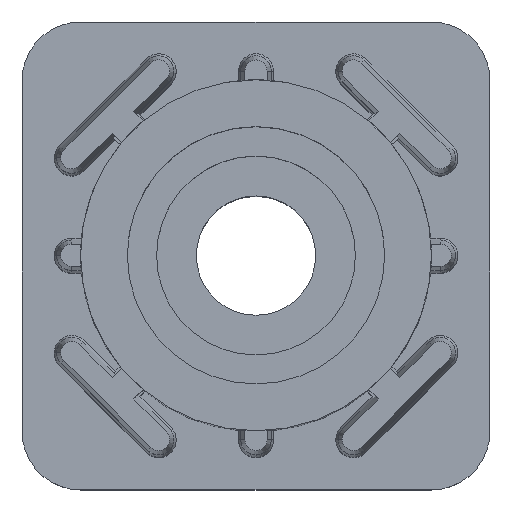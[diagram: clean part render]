
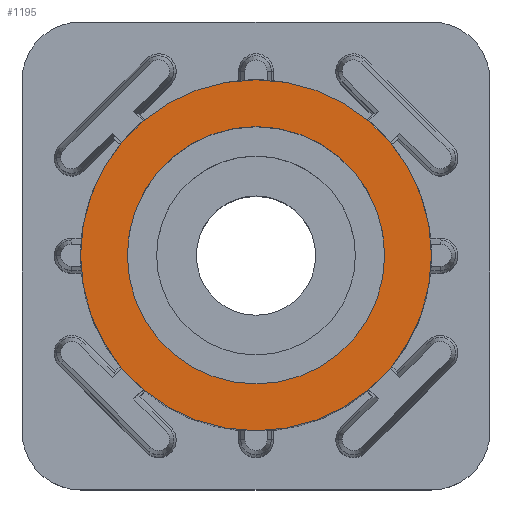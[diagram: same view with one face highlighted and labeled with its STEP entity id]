
A CAD part, top view. The second image highlights one B-rep face of the part: STEP entity #1195.
In plain terms, the highlighted planar face has unit normal (0, 0, 1).
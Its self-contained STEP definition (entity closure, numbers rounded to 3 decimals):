
#201 = CARTESIAN_POINT ( 'NONE',  ( 11., 0., 43. ) ) ;
#291 = AXIS2_PLACEMENT_3D ( 'NONE', #994, #991, #984 ) ;
#409 = CARTESIAN_POINT ( 'NONE',  ( -11., 0., 43. ) ) ;
#974 = DIRECTION ( 'NONE',  ( 1., 0., 0. ) ) ;
#982 = DIRECTION ( 'NONE',  ( 0., 0., 1. ) ) ;
#984 = DIRECTION ( 'NONE',  ( 1., 0., 0. ) ) ;
#989 = VERTEX_POINT ( 'NONE', #5366 ) ;
#991 = DIRECTION ( 'NONE',  ( 0., 0., 1. ) ) ;
#994 = CARTESIAN_POINT ( 'NONE',  ( 0., 0., 43. ) ) ;
#995 = CARTESIAN_POINT ( 'NONE',  ( 0., 0., 43. ) ) ;
#1179 = AXIS2_PLACEMENT_3D ( 'NONE', #4108, #4190, #4120 ) ;
#1195 = ADVANCED_FACE ( 'NONE', ( #4665, #4474 ), #4099, .T. ) ;
#1313 = ORIENTED_EDGE ( 'NONE', *, *, #4199, .F. ) ;
#1905 = CIRCLE ( 'NONE', #5441, 15. ) ;
#2040 = CIRCLE ( 'NONE', #3759, 15. ) ;
#2378 = EDGE_CURVE ( 'NONE', #2754, #3396, #4830, .T. ) ;
#2754 = VERTEX_POINT ( 'NONE', #201 ) ;
#3112 = ORIENTED_EDGE ( 'NONE', *, *, #5890, .T. ) ;
#3206 = ORIENTED_EDGE ( 'NONE', *, *, #5327, .T. ) ;
#3265 = DIRECTION ( 'NONE',  ( 1., 0., 0. ) ) ;
#3289 = DIRECTION ( 'NONE',  ( 0., 0., 1. ) ) ;
#3301 = CARTESIAN_POINT ( 'NONE',  ( 0., 0., 43. ) ) ;
#3396 = VERTEX_POINT ( 'NONE', #409 ) ;
#3641 = AXIS2_PLACEMENT_3D ( 'NONE', #3301, #3289, #3265 ) ;
#3660 = EDGE_LOOP ( 'NONE', ( #3112, #3206 ) ) ;
#3759 = AXIS2_PLACEMENT_3D ( 'NONE', #995, #982, #974 ) ;
#3792 = VERTEX_POINT ( 'NONE', #5660 ) ;
#4099 = PLANE ( 'NONE',  #1179 ) ;
#4108 = CARTESIAN_POINT ( 'NONE',  ( 0., 0., 43. ) ) ;
#4120 = DIRECTION ( 'NONE',  ( 1., 0., 0. ) ) ;
#4190 = DIRECTION ( 'NONE',  ( 0., 0., 1. ) ) ;
#4199 = EDGE_CURVE ( 'NONE', #3396, #2754, #5846, .T. ) ;
#4474 = FACE_OUTER_BOUND ( 'NONE', #3660, .T. ) ;
#4493 = ORIENTED_EDGE ( 'NONE', *, *, #2378, .F. ) ;
#4506 = EDGE_LOOP ( 'NONE', ( #1313, #4493 ) ) ;
#4665 = FACE_BOUND ( 'NONE', #4506, .T. ) ;
#4830 = CIRCLE ( 'NONE', #291, 11. ) ;
#5059 = DIRECTION ( 'NONE',  ( 1., 0., 0. ) ) ;
#5063 = DIRECTION ( 'NONE',  ( 0., 0., 1. ) ) ;
#5076 = CARTESIAN_POINT ( 'NONE',  ( 0., 0., 43. ) ) ;
#5327 = EDGE_CURVE ( 'NONE', #3792, #989, #1905, .T. ) ;
#5366 = CARTESIAN_POINT ( 'NONE',  ( -15., 0., 43. ) ) ;
#5441 = AXIS2_PLACEMENT_3D ( 'NONE', #5076, #5063, #5059 ) ;
#5660 = CARTESIAN_POINT ( 'NONE',  ( 15., 0., 43. ) ) ;
#5846 = CIRCLE ( 'NONE', #3641, 11. ) ;
#5890 = EDGE_CURVE ( 'NONE', #989, #3792, #2040, .T. ) ;
